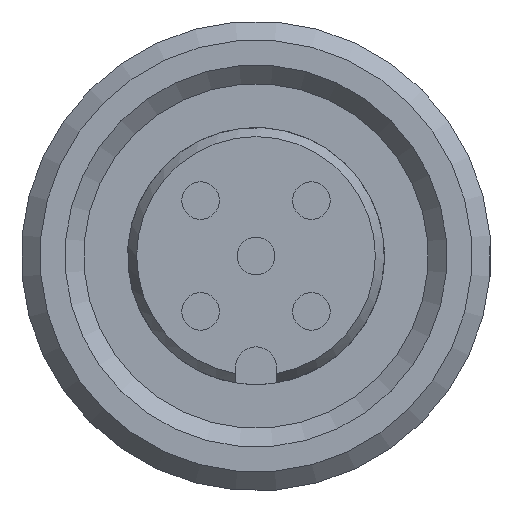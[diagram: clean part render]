
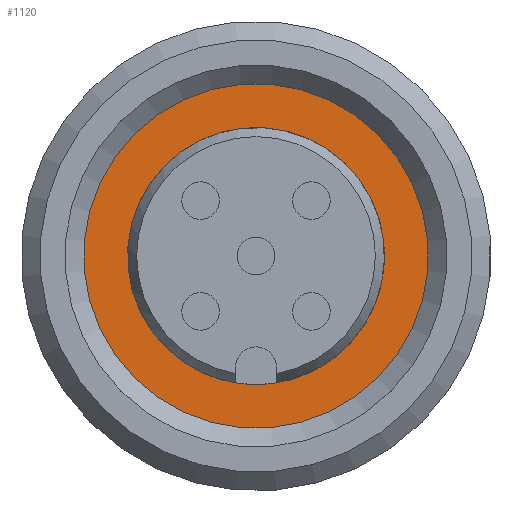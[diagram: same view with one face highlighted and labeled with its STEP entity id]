
A CAD part, left-side view. The second image highlights one B-rep face of the part: STEP entity #1120.
In plain terms, the highlighted planar face has unit normal (-1, 0, 0).
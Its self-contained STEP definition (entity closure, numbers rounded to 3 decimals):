
#22=FACE_BOUND('',#397,.T.);
#66=PLANE('',#1262);
#205=CIRCLE('',#1202,4.1);
#232=CIRCLE('',#1261,5.5);
#319=FACE_OUTER_BOUND('',#396,.T.);
#396=EDGE_LOOP('',(#946));
#397=EDGE_LOOP('',(#947));
#498=VERTEX_POINT('',#2537);
#542=VERTEX_POINT('',#2710);
#613=EDGE_CURVE('',#498,#498,#205,.T.);
#685=EDGE_CURVE('',#542,#542,#232,.T.);
#946=ORIENTED_EDGE('',*,*,#685,.T.);
#947=ORIENTED_EDGE('',*,*,#613,.F.);
#1120=ADVANCED_FACE('',(#319,#22),#66,.T.);
#1202=AXIS2_PLACEMENT_3D('',#2539,#1380,#1381);
#1261=AXIS2_PLACEMENT_3D('',#2711,#1531,#1532);
#1262=AXIS2_PLACEMENT_3D('',#2713,#1534,#1535);
#1380=DIRECTION('center_axis',(-1.,0.,0.));
#1381=DIRECTION('ref_axis',(0.,-0.707,0.707));
#1531=DIRECTION('center_axis',(-1.,0.,0.));
#1532=DIRECTION('ref_axis',(0.,-0.707,0.707));
#1534=DIRECTION('center_axis',(-1.,0.,0.));
#1535=DIRECTION('ref_axis',(0.,0.707,0.707));
#2537=CARTESIAN_POINT('',(-17.695,7.694,-2.825));
#2539=CARTESIAN_POINT('Origin',(-17.695,4.795,0.074));
#2710=CARTESIAN_POINT('',(-17.695,8.684,-3.815));
#2711=CARTESIAN_POINT('Origin',(-17.695,4.795,0.074));
#2713=CARTESIAN_POINT('Origin',(-17.695,1.4,3.468));
